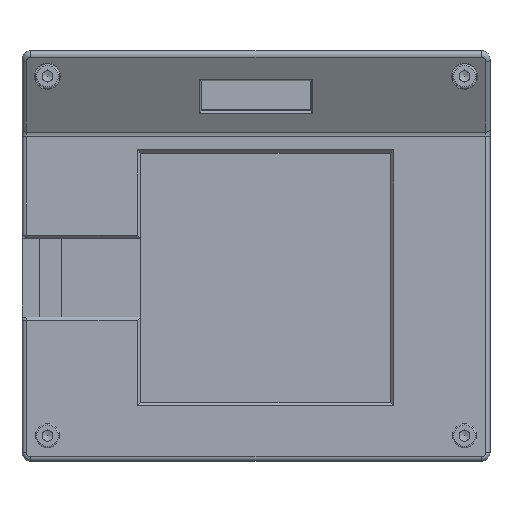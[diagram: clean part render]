
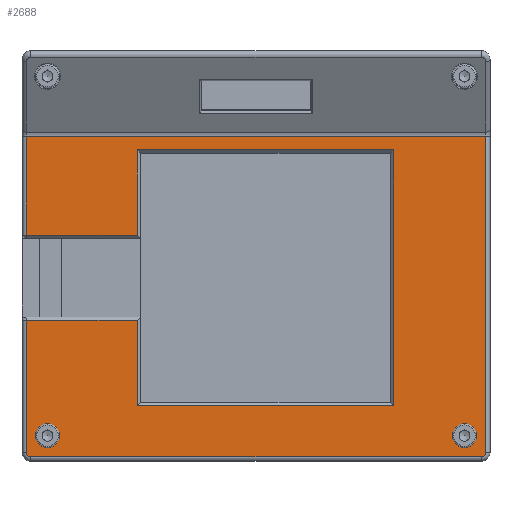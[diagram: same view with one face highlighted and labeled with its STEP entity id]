
A CAD part, top view. The second image highlights one B-rep face of the part: STEP entity #2688.
In plain terms, the highlighted planar face has unit normal (0, 0, 1).
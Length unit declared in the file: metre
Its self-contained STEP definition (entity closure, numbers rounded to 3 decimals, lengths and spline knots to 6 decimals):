
#202=CIRCLE('',#2998,0.0016);
#203=CIRCLE('',#2999,0.0016);
#204=CIRCLE('',#3000,0.001);
#205=CIRCLE('',#3001,0.001);
#672=ORIENTED_EDGE('',*,*,#1175,.T.);
#673=ORIENTED_EDGE('',*,*,#1176,.T.);
#674=ORIENTED_EDGE('',*,*,#1177,.T.);
#675=ORIENTED_EDGE('',*,*,#1178,.T.);
#676=ORIENTED_EDGE('',*,*,#1179,.T.);
#677=ORIENTED_EDGE('',*,*,#1180,.T.);
#678=ORIENTED_EDGE('',*,*,#1181,.T.);
#679=ORIENTED_EDGE('',*,*,#1182,.T.);
#680=ORIENTED_EDGE('',*,*,#1183,.T.);
#681=ORIENTED_EDGE('',*,*,#1184,.T.);
#682=ORIENTED_EDGE('',*,*,#1185,.T.);
#683=ORIENTED_EDGE('',*,*,#1186,.T.);
#684=ORIENTED_EDGE('',*,*,#1187,.T.);
#685=ORIENTED_EDGE('',*,*,#1188,.T.);
#686=ORIENTED_EDGE('',*,*,#1189,.T.);
#687=ORIENTED_EDGE('',*,*,#1190,.T.);
#1175=EDGE_CURVE('',#1471,#1471,#202,.T.);
#1176=EDGE_CURVE('',#1472,#1472,#203,.T.);
#1177=EDGE_CURVE('',#1473,#1474,#1689,.T.);
#1178=EDGE_CURVE('',#1474,#1475,#1690,.T.);
#1179=EDGE_CURVE('',#1475,#1476,#1691,.T.);
#1180=EDGE_CURVE('',#1476,#1477,#1692,.T.);
#1181=EDGE_CURVE('',#1477,#1478,#1693,.T.);
#1182=EDGE_CURVE('',#1478,#1479,#1694,.T.);
#1183=EDGE_CURVE('',#1479,#1480,#1695,.T.);
#1184=EDGE_CURVE('',#1480,#1481,#1696,.T.);
#1185=EDGE_CURVE('',#1481,#1482,#1697,.T.);
#1186=EDGE_CURVE('',#1482,#1483,#204,.F.);
#1187=EDGE_CURVE('',#1483,#1484,#1698,.F.);
#1188=EDGE_CURVE('',#1484,#1485,#205,.F.);
#1189=EDGE_CURVE('',#1485,#1486,#1699,.T.);
#1190=EDGE_CURVE('',#1486,#1473,#1700,.T.);
#1471=VERTEX_POINT('',#4441);
#1472=VERTEX_POINT('',#4443);
#1473=VERTEX_POINT('',#4445);
#1474=VERTEX_POINT('',#4446);
#1475=VERTEX_POINT('',#4448);
#1476=VERTEX_POINT('',#4450);
#1477=VERTEX_POINT('',#4452);
#1478=VERTEX_POINT('',#4454);
#1479=VERTEX_POINT('',#4456);
#1480=VERTEX_POINT('',#4458);
#1481=VERTEX_POINT('',#4460);
#1482=VERTEX_POINT('',#4462);
#1483=VERTEX_POINT('',#4464);
#1484=VERTEX_POINT('',#4466);
#1485=VERTEX_POINT('',#4468);
#1486=VERTEX_POINT('',#4470);
#1689=LINE('',#4444,#1925);
#1690=LINE('',#4447,#1926);
#1691=LINE('',#4449,#1927);
#1692=LINE('',#4451,#1928);
#1693=LINE('',#4453,#1929);
#1694=LINE('',#4455,#1930);
#1695=LINE('',#4457,#1931);
#1696=LINE('',#4459,#1932);
#1697=LINE('',#4461,#1933);
#1698=LINE('',#4465,#1934);
#1699=LINE('',#4469,#1935);
#1700=LINE('',#4471,#1936);
#1925=VECTOR('',#3642,1.);
#1926=VECTOR('',#3643,1.);
#1927=VECTOR('',#3644,1.);
#1928=VECTOR('',#3645,1.);
#1929=VECTOR('',#3646,1.);
#1930=VECTOR('',#3647,1.);
#1931=VECTOR('',#3648,1.);
#1932=VECTOR('',#3649,1.);
#1933=VECTOR('',#3650,1.);
#1934=VECTOR('',#3653,1.);
#1935=VECTOR('',#3656,1.);
#1936=VECTOR('',#3657,1.);
#2167=EDGE_LOOP('',(#672));
#2168=EDGE_LOOP('',(#673));
#2169=EDGE_LOOP('',(#674,#675,#676,#677,#678,#679,#680,#681,#682,#683,#684,
#685,#686,#687));
#2402=FACE_BOUND('',#2167,.T.);
#2403=FACE_BOUND('',#2168,.T.);
#2404=FACE_BOUND('',#2169,.T.);
#2545=PLANE('',#2997);
#2688=ADVANCED_FACE('',(#2402,#2403,#2404),#2545,.F.);
#2997=AXIS2_PLACEMENT_3D('',#4439,#3636,#3637);
#2998=AXIS2_PLACEMENT_3D('',#4440,#3638,#3639);
#2999=AXIS2_PLACEMENT_3D('',#4442,#3640,#3641);
#3000=AXIS2_PLACEMENT_3D('',#4463,#3651,#3652);
#3001=AXIS2_PLACEMENT_3D('',#4467,#3654,#3655);
#3636=DIRECTION('',(0.,0.,-1.));
#3637=DIRECTION('',(0.,1.,0.));
#3638=DIRECTION('',(0.,0.,-1.));
#3639=DIRECTION('',(0.,1.,0.));
#3640=DIRECTION('',(0.,0.,-1.));
#3641=DIRECTION('',(0.,1.,0.));
#3642=DIRECTION('',(0.,-1.,0.));
#3643=DIRECTION('',(1.,0.,0.));
#3644=DIRECTION('',(0.,1.,0.));
#3645=DIRECTION('',(1.,0.,0.));
#3646=DIRECTION('',(0.,-1.,0.));
#3647=DIRECTION('',(-1.,0.,0.));
#3648=DIRECTION('',(0.,1.,0.));
#3649=DIRECTION('',(-1.,0.,0.));
#3650=DIRECTION('',(0.,-1.,0.));
#3651=DIRECTION('',(0.,0.,-1.));
#3652=DIRECTION('',(0.,1.,0.));
#3653=DIRECTION('',(-1.,0.,0.));
#3654=DIRECTION('',(0.,0.,-1.));
#3655=DIRECTION('',(0.,1.,0.));
#3656=DIRECTION('',(0.,1.,0.));
#3657=DIRECTION('',(-1.,0.,0.));
#4439=CARTESIAN_POINT('',(0.053652,-0.00455,0.0075));
#4440=CARTESIAN_POINT('',(-0.0478,-0.0362,0.0075));
#4441=CARTESIAN_POINT('',(-0.0478,-0.0346,0.0075));
#4442=CARTESIAN_POINT('',(0.0478,-0.0362,0.0075));
#4443=CARTESIAN_POINT('',(0.0478,-0.0346,0.0075));
#4444=CARTESIAN_POINT('',(-0.05265,-0.04005,0.0075));
#4445=CARTESIAN_POINT('',(-0.05265,0.032414,0.0075));
#4446=CARTESIAN_POINT('',(-0.05265,0.00975,0.0075));
#4447=CARTESIAN_POINT('',(0.053652,0.00975,0.0075));
#4448=CARTESIAN_POINT('',(-0.027205,0.00975,0.0075));
#4449=CARTESIAN_POINT('',(-0.027205,-0.00455,0.0075));
#4450=CARTESIAN_POINT('',(-0.027205,0.029325,0.0075));
#4451=CARTESIAN_POINT('',(0.030795,0.029325,0.0075));
#4452=CARTESIAN_POINT('',(0.031545,0.029325,0.0075));
#4453=CARTESIAN_POINT('',(0.031545,-0.028575,0.0075));
#4454=CARTESIAN_POINT('',(0.031545,-0.029325,0.0075));
#4455=CARTESIAN_POINT('',(0.053652,-0.029325,0.0075));
#4456=CARTESIAN_POINT('',(-0.027205,-0.029325,0.0075));
#4457=CARTESIAN_POINT('',(-0.027205,-0.00455,0.0075));
#4458=CARTESIAN_POINT('',(-0.027205,-0.00975,0.0075));
#4459=CARTESIAN_POINT('',(-0.05265,-0.00975,0.0075));
#4460=CARTESIAN_POINT('',(-0.05265,-0.00975,0.0075));
#4461=CARTESIAN_POINT('',(-0.05265,-0.04005,0.0075));
#4462=CARTESIAN_POINT('',(-0.05265,-0.04005,0.0075));
#4463=CARTESIAN_POINT('',(-0.05165,-0.04005,0.0075));
#4464=CARTESIAN_POINT('',(-0.05165,-0.04105,0.0075));
#4465=CARTESIAN_POINT('',(0.053652,-0.04105,0.0075));
#4466=CARTESIAN_POINT('',(0.05165,-0.04105,0.0075));
#4467=CARTESIAN_POINT('',(0.05165,-0.04005,0.0075));
#4468=CARTESIAN_POINT('',(0.05265,-0.04005,0.0075));
#4469=CARTESIAN_POINT('',(0.05265,-0.00455,0.0075));
#4470=CARTESIAN_POINT('',(0.05265,0.032414,0.0075));
#4471=CARTESIAN_POINT('',(-0.05365,0.032414,0.0075));
